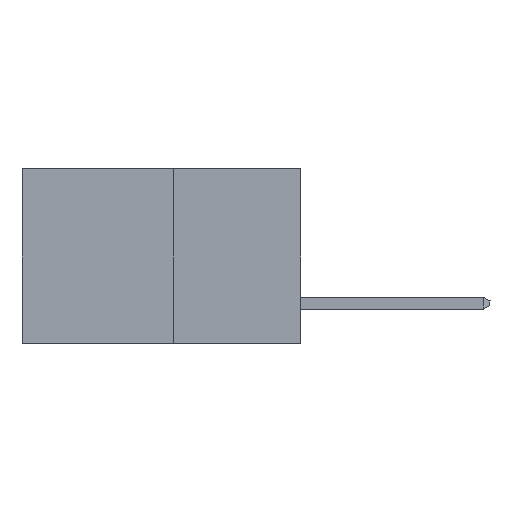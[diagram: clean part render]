
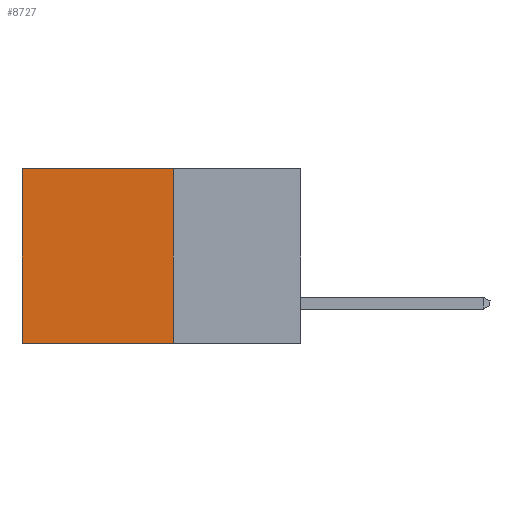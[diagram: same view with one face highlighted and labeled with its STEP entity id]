
A CAD part, left-side view. The second image highlights one B-rep face of the part: STEP entity #8727.
In plain terms, the highlighted planar face has unit normal (-1, 0, 0).
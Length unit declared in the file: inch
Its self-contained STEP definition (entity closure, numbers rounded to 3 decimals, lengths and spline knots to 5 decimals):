
#201 = VECTOR ( 'NONE', #918, 39.37008 ) ;
#414 = DIRECTION ( 'NONE',  ( 1., 0., 0. ) ) ;
#918 = DIRECTION ( 'NONE',  ( 0., 0., -1. ) ) ;
#1968 = LINE ( 'NONE', #7075, #14269 ) ;
#4076 = EDGE_LOOP ( 'NONE', ( #21352, #21579, #30646, #6994 ) ) ;
#6818 = LINE ( 'NONE', #25356, #201 ) ;
#6994 = ORIENTED_EDGE ( 'NONE', *, *, #21763, .T. ) ;
#7075 = CARTESIAN_POINT ( 'NONE',  ( 0.277, 0.27, 0. ) ) ;
#7578 = CARTESIAN_POINT ( 'NONE',  ( 0.277, 0.27, -0.37 ) ) ;
#7752 = AXIS2_PLACEMENT_3D ( 'NONE', #15143, #414, #17608 ) ;
#7768 = PLANE ( 'NONE',  #7752 ) ;
#8727 = ADVANCED_FACE ( 'NONE', ( #22932 ), #7768, .F. ) ;
#8837 = CARTESIAN_POINT ( 'NONE',  ( 0.277, 0.59, 0. ) ) ;
#9516 = DIRECTION ( 'NONE',  ( 0., 1., 0. ) ) ;
#10296 = EDGE_CURVE ( 'NONE', #11197, #24714, #15927, .T. ) ;
#10659 = VECTOR ( 'NONE', #12482, 39.37008 ) ;
#11113 = DIRECTION ( 'NONE',  ( 0., 0., -1. ) ) ;
#11197 = VERTEX_POINT ( 'NONE', #12327 ) ;
#11358 = CARTESIAN_POINT ( 'NONE',  ( 0.277, 0.59, -0.37 ) ) ;
#12327 = CARTESIAN_POINT ( 'NONE',  ( 0.277, 0.27, 0. ) ) ;
#12482 = DIRECTION ( 'NONE',  ( 0., 1., 0. ) ) ;
#12676 = VERTEX_POINT ( 'NONE', #8837 ) ;
#14269 = VECTOR ( 'NONE', #9516, 39.37008 ) ;
#15141 = VECTOR ( 'NONE', #11113, 39.37008 ) ;
#15143 = CARTESIAN_POINT ( 'NONE',  ( 0.277, 0.27, -0.37 ) ) ;
#15927 = LINE ( 'NONE', #28132, #15141 ) ;
#17125 = EDGE_CURVE ( 'NONE', #12676, #21603, #6818, .T. ) ;
#17159 = LINE ( 'NONE', #7578, #10659 ) ;
#17608 = DIRECTION ( 'NONE',  ( 0., 0., -1. ) ) ;
#19660 = CARTESIAN_POINT ( 'NONE',  ( 0.277, 0.27, -0.37 ) ) ;
#21352 = ORIENTED_EDGE ( 'NONE', *, *, #17125, .T. ) ;
#21579 = ORIENTED_EDGE ( 'NONE', *, *, #26007, .F. ) ;
#21603 = VERTEX_POINT ( 'NONE', #11358 ) ;
#21763 = EDGE_CURVE ( 'NONE', #11197, #12676, #1968, .T. ) ;
#22932 = FACE_OUTER_BOUND ( 'NONE', #4076, .T. ) ;
#24714 = VERTEX_POINT ( 'NONE', #19660 ) ;
#25356 = CARTESIAN_POINT ( 'NONE',  ( 0.277, 0.59, -0.37 ) ) ;
#26007 = EDGE_CURVE ( 'NONE', #24714, #21603, #17159, .T. ) ;
#28132 = CARTESIAN_POINT ( 'NONE',  ( 0.277, 0.27, -0.37 ) ) ;
#30646 = ORIENTED_EDGE ( 'NONE', *, *, #10296, .F. ) ;
